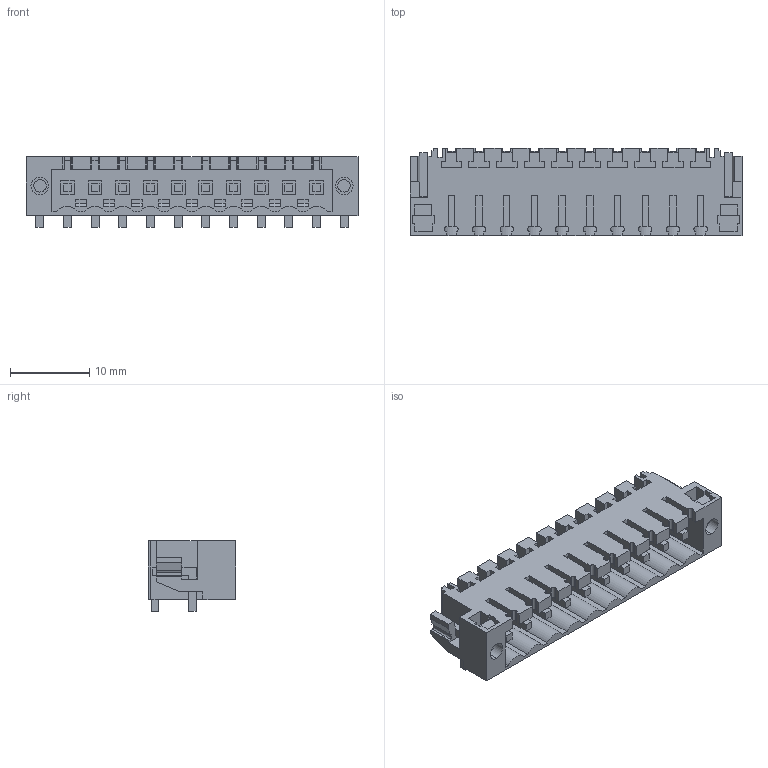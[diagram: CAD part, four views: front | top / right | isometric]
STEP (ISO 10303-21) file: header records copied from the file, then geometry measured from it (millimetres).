
FILE_DESCRIPTION(('CATIA V5 STEP Exchange','CAx-IF Rec.Pracs.--- Model Styling and Organization---1.2---2011-12-15'),'2;1');
FILE_NAME ('D1456516_0_1805020000_1805020000.stp','2018-03-10T11:22:02+00:00',('none'),('Weidmueller'),'CATIA Version 5-6 Release 2014','CATIA V5 STEP AP214','none');
FILE_SCHEMA(('AUTOMOTIVE_DESIGN { 1 0 10303 214 1 1 1 1 }'));
Length unit declared in the file: millimetre
Products named in the file (1): 1805020000
Bounding box: 41.95 x 11.05 x 8.95 mm (x, y, z)
Volume: 1528.3 mm3; surface area: 3986.6 mm2
Topology: 13 solids, 13 shells, 736 faces, 2268 edges, 1569 vertices
Faces by surface type: plane 674, cylinder 62
Entity records: 23412 total; most frequent: ORIENTED_EDGE 4536, CARTESIAN_POINT 4253, DIRECTION 3080, EDGE_CURVE 2268, VECTOR 2138, LINE 2138, VERTEX_POINT 1569, EDGE_LOOP 775
